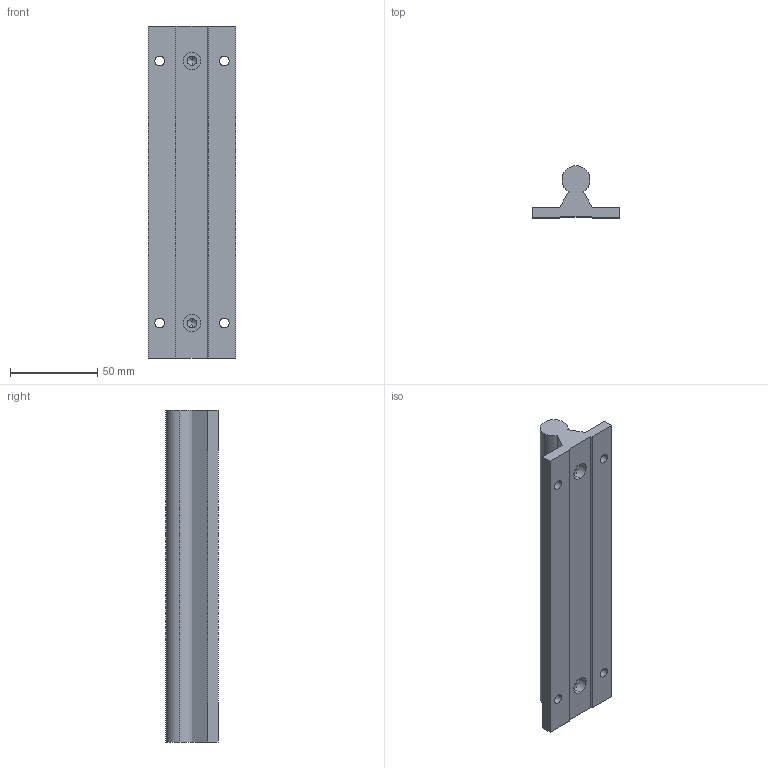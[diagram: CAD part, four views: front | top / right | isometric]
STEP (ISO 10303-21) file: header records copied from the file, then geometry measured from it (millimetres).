
FILE_DESCRIPTION (( 'STEP AP214' ), '1' );
FILE_NAME ('tbr16.STEP', '2013-01-24T06:32:40', ( 'ﾀ' ), ( 'ﾁ' ), 'SwSTEP 2.0', 'SolidWorks 2012', '' );
FILE_SCHEMA (( 'AUTOMOTIVE_DESIGN' ));
Length unit declared in the file: millimetre
Products named in the file (1): tbr16
Bounding box: 50 x 29.78 x 190 mm (x, y, z)
Volume: 112518.8 mm3; surface area: 31848.6 mm2
Topology: 1 solids, 1 shells, 38 faces, 98 edges, 62 vertices
Faces by surface type: cylinder 19, plane 15, cone 4
Entity records: 1368 total; most frequent: DIRECTION 210, CARTESIAN_POINT 195, ORIENTED_EDGE 188, EDGE_CURVE 94, AXIS2_PLACEMENT_3D 77, VERTEX_POINT 62, LINE 56, VECTOR 56
